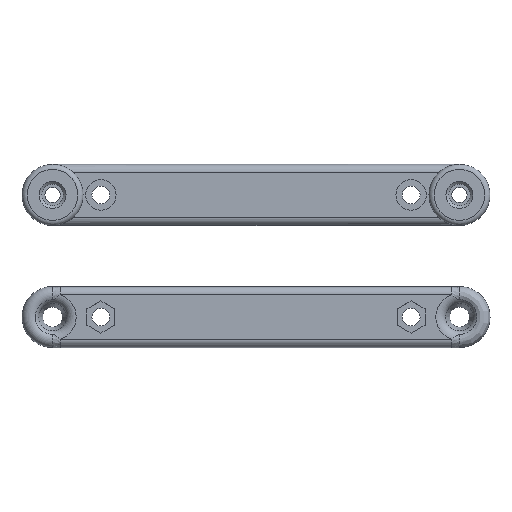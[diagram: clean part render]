
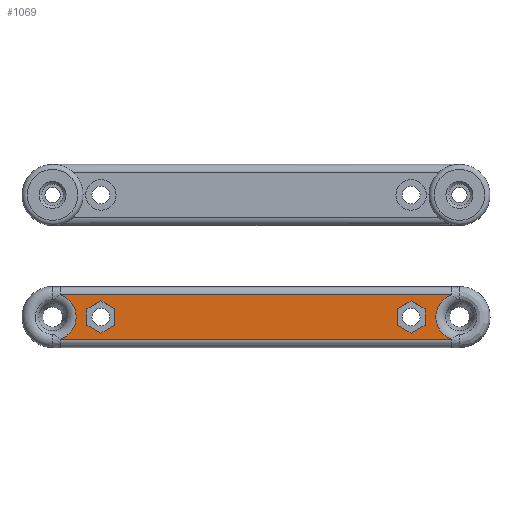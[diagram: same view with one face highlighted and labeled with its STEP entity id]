
A CAD part, top view. The second image highlights one B-rep face of the part: STEP entity #1069.
In plain terms, the highlighted planar face has unit normal (0, 0, 1).
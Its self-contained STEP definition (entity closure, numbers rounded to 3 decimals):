
#70=LINE('',#1709,#146);
#72=LINE('',#1775,#148);
#77=LINE('',#2090,#153);
#78=LINE('',#2092,#154);
#79=LINE('',#2094,#155);
#80=LINE('',#2096,#156);
#81=LINE('',#2098,#157);
#82=LINE('',#2099,#158);
#83=LINE('',#2102,#159);
#84=LINE('',#2104,#160);
#85=LINE('',#2106,#161);
#86=LINE('',#2108,#162);
#87=LINE('',#2110,#163);
#88=LINE('',#2111,#164);
#146=VECTOR('',#1381,10.);
#148=VECTOR('',#1391,10.);
#153=VECTOR('',#1438,10.);
#154=VECTOR('',#1439,10.);
#155=VECTOR('',#1440,10.);
#156=VECTOR('',#1441,10.);
#157=VECTOR('',#1442,10.);
#158=VECTOR('',#1443,10.);
#159=VECTOR('',#1444,10.);
#160=VECTOR('',#1445,10.);
#161=VECTOR('',#1446,10.);
#162=VECTOR('',#1447,10.);
#163=VECTOR('',#1448,10.);
#164=VECTOR('',#1449,10.);
#227=FACE_BOUND('',#380,.T.);
#228=FACE_BOUND('',#381,.T.);
#246=PLANE('',#1195);
#303=FACE_OUTER_BOUND('',#379,.T.);
#379=EDGE_LOOP('',(#901,#902,#903,#904,#905));
#380=EDGE_LOOP('',(#906,#907,#908,#909,#910,#911));
#381=EDGE_LOOP('',(#912,#913,#914,#915,#916,#917));
#456=CIRCLE('',#1185,4.643);
#457=CIRCLE('',#1187,4.643);
#461=CIRCLE('',#1191,4.643);
#510=VERTEX_POINT('',#1702);
#513=VERTEX_POINT('',#1707);
#516=VERTEX_POINT('',#1768);
#519=VERTEX_POINT('',#1773);
#529=VERTEX_POINT('',#2069);
#535=VERTEX_POINT('',#2088);
#536=VERTEX_POINT('',#2089);
#537=VERTEX_POINT('',#2091);
#538=VERTEX_POINT('',#2093);
#539=VERTEX_POINT('',#2095);
#540=VERTEX_POINT('',#2097);
#541=VERTEX_POINT('',#2100);
#542=VERTEX_POINT('',#2101);
#543=VERTEX_POINT('',#2103);
#544=VERTEX_POINT('',#2105);
#545=VERTEX_POINT('',#2107);
#546=VERTEX_POINT('',#2109);
#631=EDGE_CURVE('',#513,#510,#70,.T.);
#638=EDGE_CURVE('',#519,#516,#72,.T.);
#656=EDGE_CURVE('',#516,#513,#456,.T.);
#657=EDGE_CURVE('',#510,#529,#457,.T.);
#661=EDGE_CURVE('',#529,#519,#461,.T.);
#667=EDGE_CURVE('',#535,#536,#77,.T.);
#668=EDGE_CURVE('',#536,#537,#78,.T.);
#669=EDGE_CURVE('',#537,#538,#79,.T.);
#670=EDGE_CURVE('',#538,#539,#80,.T.);
#671=EDGE_CURVE('',#539,#540,#81,.T.);
#672=EDGE_CURVE('',#540,#535,#82,.T.);
#673=EDGE_CURVE('',#541,#542,#83,.T.);
#674=EDGE_CURVE('',#542,#543,#84,.T.);
#675=EDGE_CURVE('',#543,#544,#85,.T.);
#676=EDGE_CURVE('',#544,#545,#86,.T.);
#677=EDGE_CURVE('',#545,#546,#87,.T.);
#678=EDGE_CURVE('',#546,#541,#88,.T.);
#901=ORIENTED_EDGE('',*,*,#631,.F.);
#902=ORIENTED_EDGE('',*,*,#656,.F.);
#903=ORIENTED_EDGE('',*,*,#638,.F.);
#904=ORIENTED_EDGE('',*,*,#661,.F.);
#905=ORIENTED_EDGE('',*,*,#657,.F.);
#906=ORIENTED_EDGE('',*,*,#667,.T.);
#907=ORIENTED_EDGE('',*,*,#668,.T.);
#908=ORIENTED_EDGE('',*,*,#669,.T.);
#909=ORIENTED_EDGE('',*,*,#670,.T.);
#910=ORIENTED_EDGE('',*,*,#671,.T.);
#911=ORIENTED_EDGE('',*,*,#672,.T.);
#912=ORIENTED_EDGE('',*,*,#673,.T.);
#913=ORIENTED_EDGE('',*,*,#674,.T.);
#914=ORIENTED_EDGE('',*,*,#675,.T.);
#915=ORIENTED_EDGE('',*,*,#676,.T.);
#916=ORIENTED_EDGE('',*,*,#677,.T.);
#917=ORIENTED_EDGE('',*,*,#678,.T.);
#1069=ADVANCED_FACE('',(#303,#227,#228),#246,.T.);
#1185=AXIS2_PLACEMENT_3D('',#2067,#1412,#1413);
#1187=AXIS2_PLACEMENT_3D('',#2070,#1416,#1417);
#1191=AXIS2_PLACEMENT_3D('',#2076,#1424,#1425);
#1195=AXIS2_PLACEMENT_3D('',#2087,#1436,#1437);
#1381=DIRECTION('',(-1.,0.,0.));
#1391=DIRECTION('',(1.,0.,0.));
#1412=DIRECTION('center_axis',(0.,0.,1.));
#1413=DIRECTION('ref_axis',(1.,0.,0.));
#1416=DIRECTION('center_axis',(0.,0.,1.));
#1417=DIRECTION('ref_axis',(1.,0.,0.));
#1424=DIRECTION('center_axis',(0.,0.,1.));
#1425=DIRECTION('ref_axis',(1.,0.,0.));
#1436=DIRECTION('center_axis',(0.,0.,1.));
#1437=DIRECTION('ref_axis',(1.,0.,0.));
#1438=DIRECTION('',(0.866,0.5,0.));
#1439=DIRECTION('',(0.866,-0.5,0.));
#1440=DIRECTION('',(0.,-1.,0.));
#1441=DIRECTION('',(-0.866,-0.5,0.));
#1442=DIRECTION('',(-0.866,0.5,0.));
#1443=DIRECTION('',(0.,1.,0.));
#1444=DIRECTION('',(0.866,0.5,0.));
#1445=DIRECTION('',(0.866,-0.5,0.));
#1446=DIRECTION('',(0.,-1.,0.));
#1447=DIRECTION('',(-0.866,-0.5,0.));
#1448=DIRECTION('',(-0.866,0.5,0.));
#1449=DIRECTION('',(0.,1.,0.));
#1702=CARTESIAN_POINT('',(1.481,-64.4,4.1));
#1707=CARTESIAN_POINT('',(78.519,-64.4,4.1));
#1709=CARTESIAN_POINT('',(20.,-64.4,4.1));
#1768=CARTESIAN_POINT('',(78.519,-55.6,4.1));
#1773=CARTESIAN_POINT('',(1.481,-55.6,4.1));
#1775=CARTESIAN_POINT('',(60.,-55.6,4.1));
#2067=CARTESIAN_POINT('Origin',(80.,-60.,4.1));
#2069=CARTESIAN_POINT('',(4.643,-60.,4.1));
#2070=CARTESIAN_POINT('Origin',(0.,-60.,4.1));
#2076=CARTESIAN_POINT('Origin',(0.,-60.,4.1));
#2087=CARTESIAN_POINT('Origin',(40.,-60.,4.1));
#2088=CARTESIAN_POINT('',(6.75,-58.412,4.1));
#2089=CARTESIAN_POINT('',(9.5,-56.825,4.1));
#2090=CARTESIAN_POINT('',(20.25,-50.618,4.1));
#2091=CARTESIAN_POINT('',(12.25,-58.412,4.1));
#2092=CARTESIAN_POINT('',(23.,-64.619,4.1));
#2093=CARTESIAN_POINT('',(12.25,-61.588,4.1));
#2094=CARTESIAN_POINT('',(12.25,-60.794,4.1));
#2095=CARTESIAN_POINT('',(9.5,-63.175,4.1));
#2096=CARTESIAN_POINT('',(21.625,-56.175,4.1));
#2097=CARTESIAN_POINT('',(6.75,-61.588,4.1));
#2098=CARTESIAN_POINT('',(18.875,-68.588,4.1));
#2099=CARTESIAN_POINT('',(6.75,-59.206,4.1));
#2100=CARTESIAN_POINT('',(67.75,-58.412,4.1));
#2101=CARTESIAN_POINT('',(70.5,-56.825,4.1));
#2102=CARTESIAN_POINT('',(58.375,-63.825,4.1));
#2103=CARTESIAN_POINT('',(73.25,-58.412,4.1));
#2104=CARTESIAN_POINT('',(61.125,-51.412,4.1));
#2105=CARTESIAN_POINT('',(73.25,-61.588,4.1));
#2106=CARTESIAN_POINT('',(73.25,-60.794,4.1));
#2107=CARTESIAN_POINT('',(70.5,-63.175,4.1));
#2108=CARTESIAN_POINT('',(59.75,-69.382,4.1));
#2109=CARTESIAN_POINT('',(67.75,-61.588,4.1));
#2110=CARTESIAN_POINT('',(57.,-55.381,4.1));
#2111=CARTESIAN_POINT('',(67.75,-59.206,4.1));
